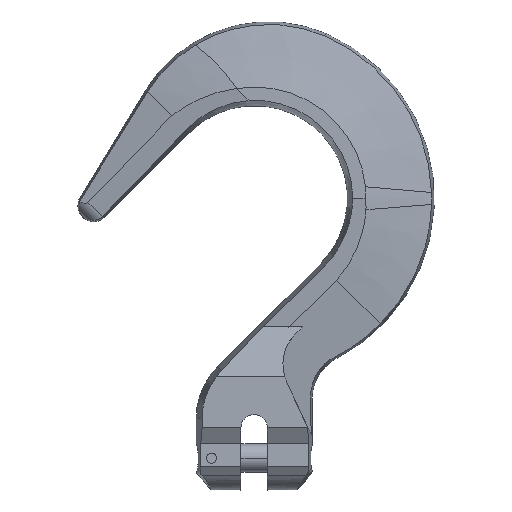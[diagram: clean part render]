
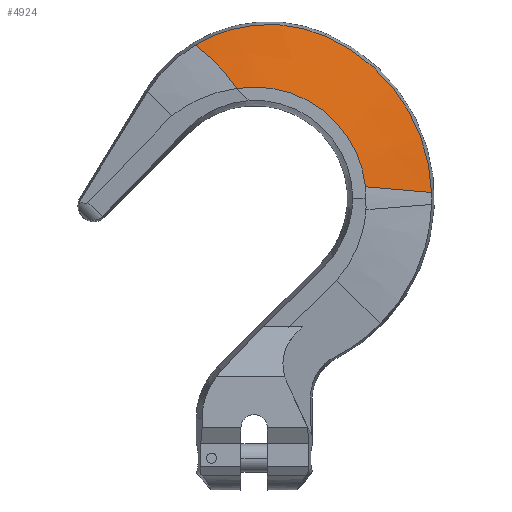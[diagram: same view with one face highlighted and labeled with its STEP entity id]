
A CAD part, front view. The second image highlights one B-rep face of the part: STEP entity #4924.
In plain terms, the highlighted conical face has half-angle 79.736 degrees and reference radius 49.748 mm.
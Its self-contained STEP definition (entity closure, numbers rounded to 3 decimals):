
#746=CARTESIAN_POINT('',(0.204,-8.901,89.618));
#747=DIRECTION('',(0.,-1.,0.));
#748=DIRECTION('',(0.999,0.,0.034));
#749=AXIS2_PLACEMENT_3D('',#746,#747,#748);
#1158=CARTESIAN_POINT('',(24.609,-8.901,145.594));
#1159=CARTESIAN_POINT('',(22.564,-8.901,146.485));
#1160=CARTESIAN_POINT('',(18.354,-8.913,147.988));
#1161=CARTESIAN_POINT('',(11.789,-8.962,149.358));
#1162=CARTESIAN_POINT('',(5.099,-9.044,149.82));
#1163=CARTESIAN_POINT('',(-1.592,-9.158,
149.365));
#1164=CARTESIAN_POINT('',(-8.157,-9.302,
148.));
#1165=CARTESIAN_POINT('',(-14.475,-9.475,
145.752));
#1166=CARTESIAN_POINT('',(-18.443,-9.609,
143.693));
#1167=CARTESIAN_POINT('',(-20.347,-9.68,
142.533));
#1182=CARTESIAN_POINT('',(0.204,-13.,89.618));
#1183=DIRECTION('',(0.,-1.,0.));
#1184=DIRECTION('',(0.994,0.,0.105));
#1185=AXIS2_PLACEMENT_3D('',#1182,#1183,#1184);
#1187=CARTESIAN_POINT('',(-5.938,-13.,127.555));
#1188=CARTESIAN_POINT('',(-7.153,-12.646,
129.338));
#1189=CARTESIAN_POINT('',(-9.843,-11.928,
132.854));
#1190=CARTESIAN_POINT('',(-14.667,-10.816,
137.912));
#1191=CARTESIAN_POINT('',(-18.373,-10.061,
141.04));
#1192=CARTESIAN_POINT('',(-20.347,-9.68,
142.533));
#1194=CARTESIAN_POINT('',(61.234,-8.901,91.672));
#1195=CARTESIAN_POINT('',(57.415,-9.592,91.851));
#1196=CARTESIAN_POINT('',(49.795,-10.967,92.282));
#1197=CARTESIAN_POINT('',(42.186,-12.334,93.028));
#1198=CARTESIAN_POINT('',(38.423,-13.,93.647));
#3319=CARTESIAN_POINT('',(61.234,-8.901,91.671));
#3320=CARTESIAN_POINT('',(24.609,-8.901,145.594));
#3321=VERTEX_POINT('',#3319);
#3322=VERTEX_POINT('',#3320);
#3416=VERTEX_POINT('',#1167);
#3418=CARTESIAN_POINT('',(38.423,-13.,93.646));
#3419=CARTESIAN_POINT('',(-5.937,-13.,127.555));
#3420=VERTEX_POINT('',#3418);
#3421=VERTEX_POINT('',#3419);
#4909=CARTESIAN_POINT('',(0.204,-10.951,
89.618));
#4910=DIRECTION('',(0.,1.,0.));
#4911=DIRECTION('',(1.,0.,0.));
#4912=AXIS2_PLACEMENT_3D('',#4909,#4910,#4911);
#4913=CONICAL_SURFACE('',#4912,49.748,79.736);
#4915=ORIENTED_EDGE('',*,*,#4914,.T.);
#4917=ORIENTED_EDGE('',*,*,#4916,.T.);
#4918=ORIENTED_EDGE('',*,*,#4899,.F.);
#4919=ORIENTED_EDGE('',*,*,#4456,.F.);
#4921=ORIENTED_EDGE('',*,*,#4920,.T.);
#4922=EDGE_LOOP('',(#4915,#4917,#4918,#4919,#4921));
#4923=FACE_OUTER_BOUND('',#4922,.F.);
#4924=ADVANCED_FACE('',(#4923),#4913,.T.);
#750=CIRCLE('',#749,61.064);
#1168=B_SPLINE_CURVE_WITH_KNOTS('',3,(#1158,#1159,#1160,#1161,#1162,#1163,#1164,
#1165,#1166,#1167),.UNSPECIFIED.,.F.,.F.,(4,1,1,1,1,1,1,4),(0.,
0.143,0.286,0.429,0.571,
0.714,0.857,1.),.UNSPECIFIED.);
#1186=CIRCLE('',#1185,38.431);
#1193=B_SPLINE_CURVE_WITH_KNOTS('',3,(#1187,#1188,#1189,#1190,#1191,#1192),
.UNSPECIFIED.,.F.,.F.,(4,1,1,4),(0.,0.333,0.667,1.),
.UNSPECIFIED.);
#1199=B_SPLINE_CURVE_WITH_KNOTS('',3,(#1194,#1195,#1196,#1197,#1198),
.UNSPECIFIED.,.F.,.F.,(4,1,4),(0.,0.501,1.),.UNSPECIFIED.);
#4456=EDGE_CURVE('',#3321,#3322,#750,.T.);
#4899=EDGE_CURVE('',#3322,#3416,#1168,.T.);
#4914=EDGE_CURVE('',#3420,#3421,#1186,.T.);
#4916=EDGE_CURVE('',#3421,#3416,#1193,.T.);
#4920=EDGE_CURVE('',#3321,#3420,#1199,.T.);
